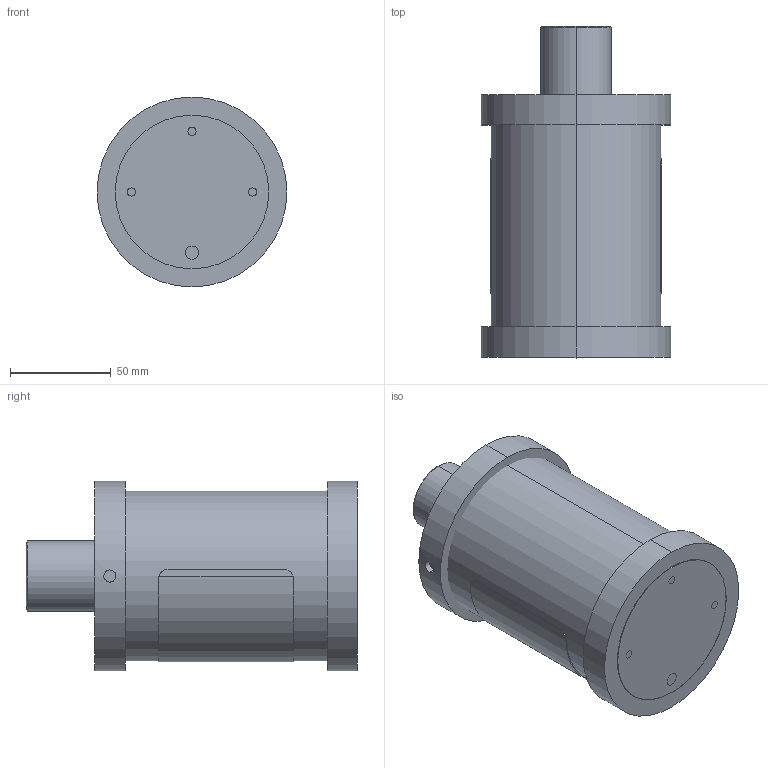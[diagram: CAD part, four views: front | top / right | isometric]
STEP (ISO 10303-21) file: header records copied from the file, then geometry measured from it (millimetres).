
FILE_DESCRIPTION (( 'STEP AP203' ), '1' );
FILE_NAME ('FP-100EX_External Assembly(Gland and wire not included).STEP', '2022-09-06T06:56:00', ( '' ), ( '' ), 'SwSTEP 2.0', 'SolidWorks 2022', '' );
FILE_SCHEMA (( 'CONFIG_CONTROL_DESIGN' ));
Length unit declared in the file: millimetre
Products named in the file (7): FP-100,200,500EX_Housing Tube_FP-100EX; FP-100200500T_Hermetic Seal; FP-100,200,500EX_Top Cover; FP-100,200,500EX_Igniter Cover_FP-100,200,500EX; FP-CYL_ Label; FP-100EX_External Assembly(Gland and wire not included); FP-100,200,500EX_Bottom Cover_FP-100EX
Assembly tree (6 placements, depth 2):
  FP-100EX_External Assembly(Gland and wire not included)
    FP-100,200,500EX_Bottom Cover_FP-100EX
    FP-100,200,500EX_Housing Tube_FP-100EX
    FP-100,200,500EX_Top Cover
    FP-100,200,500EX_Igniter Cover_FP-100,200,500EX
    FP-100200500T_Hermetic Seal
    FP-CYL_ Label
Bounding box: 94 x 164.3 x 94 mm (x, y, z)
Volume: 186258.7 mm3; surface area: 146810 mm2
Topology: 6 solids, 6 shells, 85 faces, 182 edges, 120 vertices
Faces by surface type: cylinder 56, plane 25, torus 2, cone 2
Entity records: 3355 total; most frequent: CARTESIAN_POINT 680, DIRECTION 448, ORIENTED_EDGE 364, AXIS2_PLACEMENT_3D 192, EDGE_CURVE 182, VERTEX_POINT 120, EDGE_LOOP 110, CIRCLE 98
